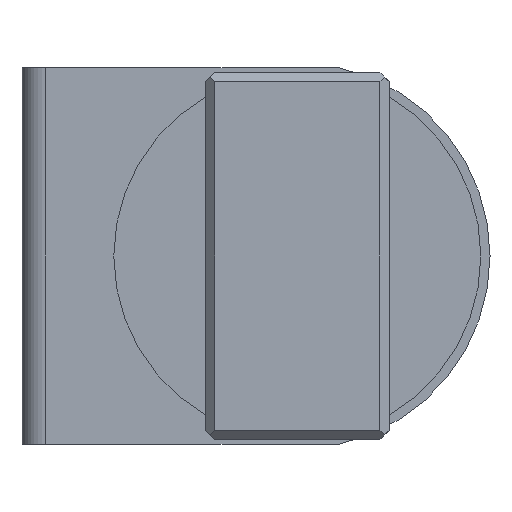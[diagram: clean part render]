
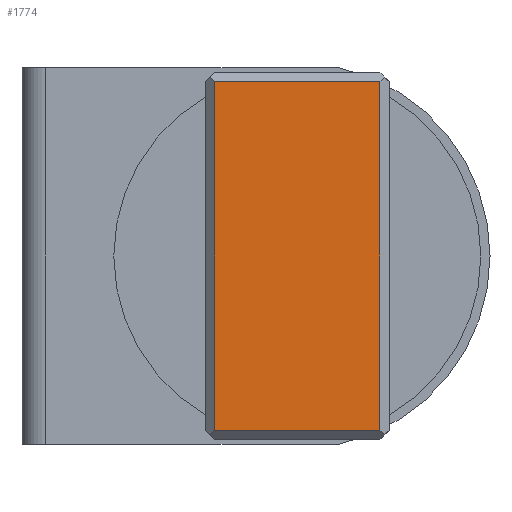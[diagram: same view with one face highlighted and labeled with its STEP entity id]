
A CAD part, front view. The second image highlights one B-rep face of the part: STEP entity #1774.
In plain terms, the highlighted planar face has unit normal (0, -1, 0).
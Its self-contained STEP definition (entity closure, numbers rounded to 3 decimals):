
#189=LINE('',#2968,#323);
#193=LINE('',#2975,#327);
#194=LINE('',#2977,#328);
#195=LINE('',#2979,#329);
#323=VECTOR('',#2325,1000.);
#327=VECTOR('',#2331,1000.);
#328=VECTOR('',#2332,1000.);
#329=VECTOR('',#2333,1000.);
#652=ORIENTED_EDGE('',*,*,#1014,.F.);
#653=ORIENTED_EDGE('',*,*,#1015,.F.);
#654=ORIENTED_EDGE('',*,*,#1016,.T.);
#655=ORIENTED_EDGE('',*,*,#1010,.T.);
#1010=EDGE_CURVE('',#1206,#1204,#189,.T.);
#1014=EDGE_CURVE('',#1208,#1204,#193,.T.);
#1015=EDGE_CURVE('',#1209,#1208,#194,.T.);
#1016=EDGE_CURVE('',#1209,#1206,#195,.T.);
#1204=VERTEX_POINT('',#2966);
#1206=VERTEX_POINT('',#2969);
#1208=VERTEX_POINT('',#2976);
#1209=VERTEX_POINT('',#2978);
#1419=EDGE_LOOP('',(#652,#653,#654,#655));
#1569=FACE_BOUND('',#1419,.T.);
#1683=PLANE('',#1965);
#1774=ADVANCED_FACE('',(#1569),#1683,.F.);
#1965=AXIS2_PLACEMENT_3D('',#2974,#2329,#2330);
#2325=DIRECTION('',(0.,0.,-1.));
#2329=DIRECTION('',(0.,1.,0.));
#2330=DIRECTION('',(0.,0.,1.));
#2331=DIRECTION('',(-1.,0.,0.));
#2332=DIRECTION('',(0.,0.,-1.));
#2333=DIRECTION('',(-1.,0.,0.));
#2966=CARTESIAN_POINT('',(-9.,-10.,-19.));
#2968=CARTESIAN_POINT('',(-9.,-10.,20.));
#2969=CARTESIAN_POINT('',(-9.,-10.,19.));
#2974=CARTESIAN_POINT('',(-9.,-10.,20.));
#2975=CARTESIAN_POINT('',(10.,-10.,-19.));
#2976=CARTESIAN_POINT('',(9.,-10.,-19.));
#2977=CARTESIAN_POINT('',(9.,-10.,20.));
#2978=CARTESIAN_POINT('',(9.,-10.,19.));
#2979=CARTESIAN_POINT('',(10.,-10.,19.));
